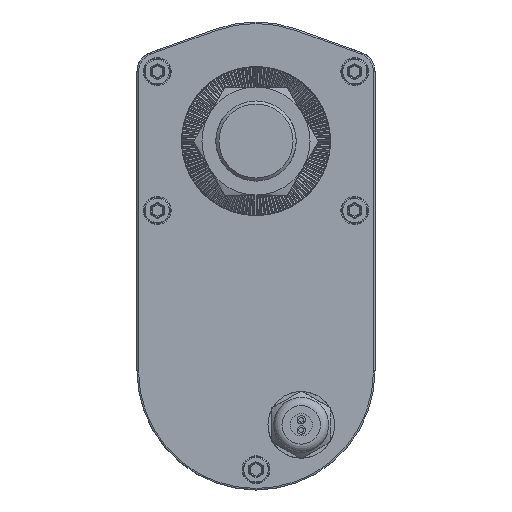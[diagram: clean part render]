
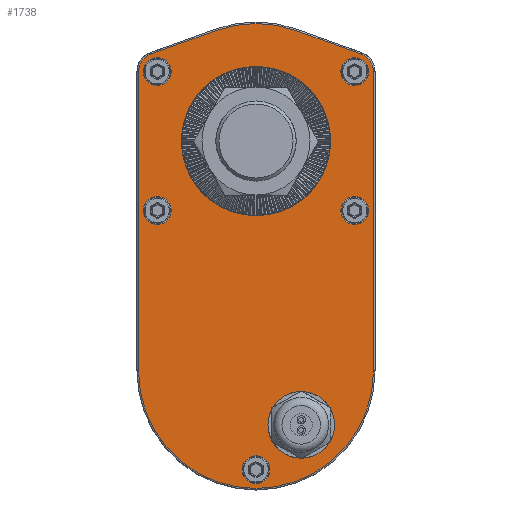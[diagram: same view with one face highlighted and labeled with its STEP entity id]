
A CAD part, front view. The second image highlights one B-rep face of the part: STEP entity #1738.
In plain terms, the highlighted planar face has unit normal (0, -1, 0).
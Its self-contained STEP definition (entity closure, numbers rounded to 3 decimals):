
#1738 = ADVANCED_FACE( '', ( #4021, #4022, #4023, #4024, #4025, #4026, #4027, #4028 ), #4029, .T. );
#4021 = FACE_BOUND( '', #9616, .T. );
#4022 = FACE_BOUND( '', #9617, .T. );
#4023 = FACE_BOUND( '', #9618, .T. );
#4024 = FACE_BOUND( '', #9619, .T. );
#4025 = FACE_BOUND( '', #9620, .T. );
#4026 = FACE_BOUND( '', #9621, .T. );
#4027 = FACE_OUTER_BOUND( '', #9622, .T. );
#4028 = FACE_BOUND( '', #9623, .T. );
#4029 = PLANE( '', #9624 );
#9616 = EDGE_LOOP( '', ( #17390 ) );
#9617 = EDGE_LOOP( '', ( #17391 ) );
#9618 = EDGE_LOOP( '', ( #17392 ) );
#9619 = EDGE_LOOP( '', ( #17393 ) );
#9620 = EDGE_LOOP( '', ( #17394 ) );
#9621 = EDGE_LOOP( '', ( #17395 ) );
#9622 = EDGE_LOOP( '', ( #17396, #17397, #17398, #17399, #17400, #17401, #17402, #17403 ) );
#9623 = EDGE_LOOP( '', ( #17404 ) );
#9624 = AXIS2_PLACEMENT_3D( '', #17405, #17406, #17407 );
#17390 = ORIENTED_EDGE( '', *, *, #24014, .F. );
#17391 = ORIENTED_EDGE( '', *, *, #24015, .T. );
#17392 = ORIENTED_EDGE( '', *, *, #24016, .T. );
#17393 = ORIENTED_EDGE( '', *, *, #23849, .T. );
#17394 = ORIENTED_EDGE( '', *, *, #23784, .T. );
#17395 = ORIENTED_EDGE( '', *, *, #23729, .T. );
#17396 = ORIENTED_EDGE( '', *, *, #24017, .T. );
#17397 = ORIENTED_EDGE( '', *, *, #24018, .T. );
#17398 = ORIENTED_EDGE( '', *, *, #22339, .T. );
#17399 = ORIENTED_EDGE( '', *, *, #23744, .T. );
#17400 = ORIENTED_EDGE( '', *, *, #24019, .T. );
#17401 = ORIENTED_EDGE( '', *, *, #24020, .T. );
#17402 = ORIENTED_EDGE( '', *, *, #23457, .T. );
#17403 = ORIENTED_EDGE( '', *, *, #24021, .T. );
#17404 = ORIENTED_EDGE( '', *, *, #24022, .F. );
#17405 = CARTESIAN_POINT( '', ( 0., 24.5, -74.5 ) );
#17406 = DIRECTION( '', ( 0., -1., 0. ) );
#17407 = DIRECTION( '', ( 0., 0., -1. ) );
#22339 = EDGE_CURVE( '', #25523, #25521, #25524, .T. );
#23457 = EDGE_CURVE( '', #27399, #27402, #27404, .T. );
#23729 = EDGE_CURVE( '', #27819, #27819, #27820, .T. );
#23744 = EDGE_CURVE( '', #25521, #27840, #27842, .T. );
#23784 = EDGE_CURVE( '', #27899, #27899, #27900, .T. );
#23849 = EDGE_CURVE( '', #27989, #27989, #27990, .T. );
#24014 = EDGE_CURVE( '', #28239, #28239, #28240, .T. );
#24015 = EDGE_CURVE( '', #28241, #28241, #28242, .T. );
#24016 = EDGE_CURVE( '', #28243, #28243, #28244, .T. );
#24017 = EDGE_CURVE( '', #28245, #28246, #28247, .T. );
#24018 = EDGE_CURVE( '', #28246, #25523, #28248, .T. );
#24019 = EDGE_CURVE( '', #27840, #28249, #28250, .T. );
#24020 = EDGE_CURVE( '', #28249, #27399, #28251, .T. );
#24021 = EDGE_CURVE( '', #27402, #28245, #28252, .T. );
#24022 = EDGE_CURVE( '', #28253, #28253, #28254, .T. );
#25521 = VERTEX_POINT( '', #30116 );
#25523 = VERTEX_POINT( '', #30118 );
#25524 = CIRCLE( '', #30119, 38.08 );
#27399 = VERTEX_POINT( '', #34446 );
#27402 = VERTEX_POINT( '', #34449 );
#27404 = CIRCLE( '', #34451, 38.08 );
#27819 = VERTEX_POINT( '', #35276 );
#27820 = CIRCLE( '', #35277, 4.5 );
#27840 = VERTEX_POINT( '', #35311 );
#27842 = LINE( '', #35313, #35314 );
#27899 = VERTEX_POINT( '', #35421 );
#27900 = CIRCLE( '', #35422, 4.5 );
#27989 = VERTEX_POINT( '', #35607 );
#27990 = CIRCLE( '', #35608, 4.5 );
#28239 = VERTEX_POINT( '', #36209 );
#28240 = CIRCLE( '', #36210, 7.875 );
#28241 = VERTEX_POINT( '', #36211 );
#28242 = CIRCLE( '', #36212, 4.5 );
#28243 = VERTEX_POINT( '', #36213 );
#28244 = CIRCLE( '', #36214, 4.5 );
#28245 = VERTEX_POINT( '', #36215 );
#28246 = VERTEX_POINT( '', #36216 );
#28247 = CIRCLE( '', #36217, 6.08 );
#28248 = LINE( '', #36218, #36219 );
#28249 = VERTEX_POINT( '', #36220 );
#28250 = CIRCLE( '', #36221, 6.08 );
#28251 = LINE( '', #36222, #36223 );
#28252 = LINE( '', #36224, #36225 );
#28253 = VERTEX_POINT( '', #36226 );
#28254 = CIRCLE( '', #36227, 24.1 );
#30116 = CARTESIAN_POINT( '', ( -12.944, 24.5, 35.813 ) );
#30118 = CARTESIAN_POINT( '', ( 12.944, 24.5, 35.813 ) );
#30119 = AXIS2_PLACEMENT_3D( '', #39695, #39696, #39697 );
#34446 = CARTESIAN_POINT( '', ( -38.08, 24.5, -74.5 ) );
#34449 = CARTESIAN_POINT( '', ( 38.08, 24.5, -74.5 ) );
#34451 = AXIS2_PLACEMENT_3D( '', #40953, #40954, #40955 );
#35276 = CARTESIAN_POINT( '', ( -32., 24.5, 18. ) );
#35277 = AXIS2_PLACEMENT_3D( '', #41255, #41256, #41257 );
#35311 = CARTESIAN_POINT( '', ( -34.067, 24.5, 28.178 ) );
#35313 = CARTESIAN_POINT( '', ( -36.76, 24.5, 27.204 ) );
#35314 = VECTOR( '', #41274, 1000. );
#35421 = CARTESIAN_POINT( '', ( 0., 24.5, -111. ) );
#35422 = AXIS2_PLACEMENT_3D( '', #41319, #41320, #41321 );
#35607 = CARTESIAN_POINT( '', ( -32., 24.5, -27. ) );
#35608 = AXIS2_PLACEMENT_3D( '', #41383, #41384, #41385 );
#36209 = CARTESIAN_POINT( '', ( 14.66, 24.5, -99.845 ) );
#36210 = AXIS2_PLACEMENT_3D( '', #41566, #41567, #41568 );
#36211 = CARTESIAN_POINT( '', ( 32., 24.5, 18. ) );
#36212 = AXIS2_PLACEMENT_3D( '', #41569, #41570, #41571 );
#36213 = CARTESIAN_POINT( '', ( 32., 24.5, -27. ) );
#36214 = AXIS2_PLACEMENT_3D( '', #41572, #41573, #41574 );
#36215 = CARTESIAN_POINT( '', ( 38.08, 24.5, 22.46 ) );
#36216 = CARTESIAN_POINT( '', ( 34.067, 24.5, 28.178 ) );
#36217 = AXIS2_PLACEMENT_3D( '', #41575, #41576, #41577 );
#36218 = CARTESIAN_POINT( '', ( 36.76, 24.5, 27.204 ) );
#36219 = VECTOR( '', #41578, 1000. );
#36220 = CARTESIAN_POINT( '', ( -38.08, 24.5, 22.46 ) );
#36221 = AXIS2_PLACEMENT_3D( '', #41579, #41580, #41581 );
#36222 = CARTESIAN_POINT( '', ( -38.08, 24.5, -74.5 ) );
#36223 = VECTOR( '', #41582, 1000. );
#36224 = CARTESIAN_POINT( '', ( 38.08, 24.5, -74.5 ) );
#36225 = VECTOR( '', #41583, 1000. );
#36226 = CARTESIAN_POINT( '', ( 0., 24.5, -24.1 ) );
#36227 = AXIS2_PLACEMENT_3D( '', #41584, #41585, #41586 );
#39695 = CARTESIAN_POINT( '', ( 0., 24.5, 0. ) );
#39696 = DIRECTION( '', ( 0., -1., 0. ) );
#39697 = DIRECTION( '', ( 0., 0., -1. ) );
#40953 = CARTESIAN_POINT( '', ( 0., 24.5, -74.5 ) );
#40954 = DIRECTION( '', ( 0., -1., 0. ) );
#40955 = DIRECTION( '', ( 0., 0., -1. ) );
#41255 = CARTESIAN_POINT( '', ( -32., 24.5, 22.5 ) );
#41256 = DIRECTION( '', ( 0., 1., 0. ) );
#41257 = DIRECTION( '', ( 0., 0., -1. ) );
#41274 = DIRECTION( '', ( -0.94, 0., -0.34 ) );
#41319 = CARTESIAN_POINT( '', ( 0., 24.5, -106.5 ) );
#41320 = DIRECTION( '', ( 0., 1., 0. ) );
#41321 = DIRECTION( '', ( 0., 0., -1. ) );
#41383 = CARTESIAN_POINT( '', ( -32., 24.5, -22.5 ) );
#41384 = DIRECTION( '', ( 0., 1., 0. ) );
#41385 = DIRECTION( '', ( 0., 0., -1. ) );
#41566 = CARTESIAN_POINT( '', ( 14.66, 24.5, -91.97 ) );
#41567 = DIRECTION( '', ( 0., -1., 0. ) );
#41568 = DIRECTION( '', ( 0., 0., -1. ) );
#41569 = CARTESIAN_POINT( '', ( 32., 24.5, 22.5 ) );
#41570 = DIRECTION( '', ( 0., 1., 0. ) );
#41571 = DIRECTION( '', ( 0., 0., -1. ) );
#41572 = CARTESIAN_POINT( '', ( 32., 24.5, -22.5 ) );
#41573 = DIRECTION( '', ( 0., 1., 0. ) );
#41574 = DIRECTION( '', ( 0., 0., -1. ) );
#41575 = CARTESIAN_POINT( '', ( 32., 24.5, 22.46 ) );
#41576 = DIRECTION( '', ( 0., -1., 0. ) );
#41577 = DIRECTION( '', ( 0., 0., -1. ) );
#41578 = DIRECTION( '', ( -0.94, 0., 0.34 ) );
#41579 = CARTESIAN_POINT( '', ( -32., 24.5, 22.46 ) );
#41580 = DIRECTION( '', ( 0., -1., 0. ) );
#41581 = DIRECTION( '', ( 0., 0., -1. ) );
#41582 = DIRECTION( '', ( 0., 0., -1. ) );
#41583 = DIRECTION( '', ( 0., 0., 1. ) );
#41584 = CARTESIAN_POINT( '', ( 0., 24.5, 0. ) );
#41585 = DIRECTION( '', ( 0., -1., 0. ) );
#41586 = DIRECTION( '', ( 0., 0., -1. ) );
